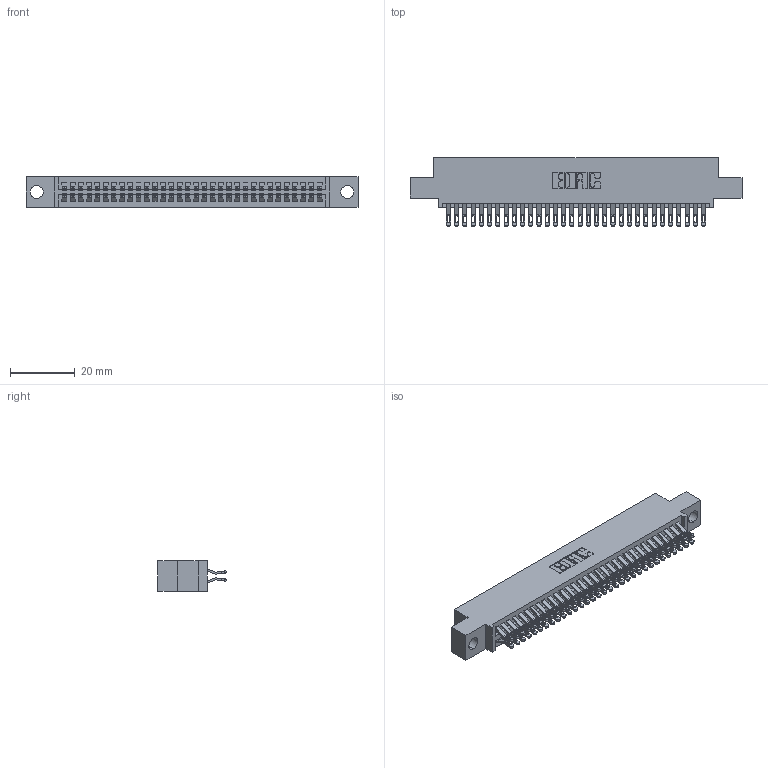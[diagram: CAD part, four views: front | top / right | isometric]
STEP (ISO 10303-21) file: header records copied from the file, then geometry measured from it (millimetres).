
FILE_DESCRIPTION (( 'STEP AP203' ), '1' );
FILE_NAME ('345-064-555-504.STEP', '2018-09-28T09:15:02', ( '' ), ( '' ), 'SwSTEP 2.0', 'SolidWorks 2016', '' );
FILE_SCHEMA (( 'CONFIG_CONTROL_DESIGN' ));
Length unit declared in the file: inch
Products named in the file (3): 345-292-001_555 Tail; 345-064-555-504; 345 Part_0.110 Offset - 0.156 Dia-TH
Assembly tree (65 placements, depth 2):
  345-064-555-504
    345 Part_0.110 Offset - 0.156 Dia-TH
    345-292-001_555 Tail  x64
Bounding box: 102.49 x 21.13 x 9.4 mm (x, y, z)
Volume: 9887.5 mm3; surface area: 14975.3 mm2
Topology: 65 solids, 65 shells, 3714 faces, 11681 edges, 7786 vertices
Faces by surface type: plane 2068, cylinder 1646
Entity records: 26915 total; most frequent: CARTESIAN_POINT 4558, ORIENTED_EDGE 4462, DIRECTION 3999, EDGE_CURVE 2231, LINE 1951, VECTOR 1951, VERTEX_POINT 1486, AXIS2_PLACEMENT_3D 1024
